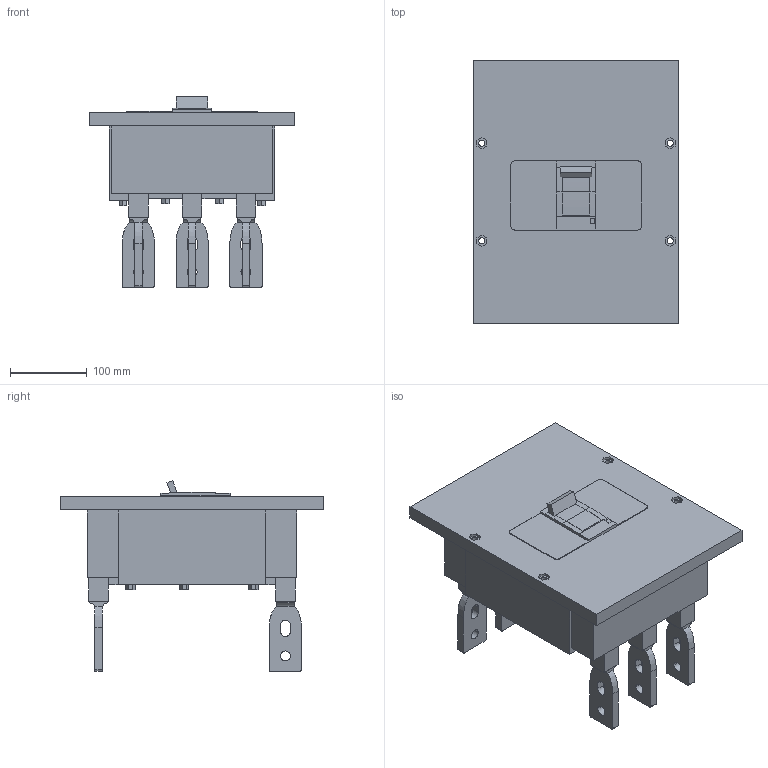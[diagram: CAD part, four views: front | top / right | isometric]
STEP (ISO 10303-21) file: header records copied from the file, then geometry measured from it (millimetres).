
FILE_DESCRIPTION(('CoCreate Modeling STEP Export'),'2;1');
FILE_NAME('Ｓ６３０ＮＦ３Ｐ.stp','2016-03-25T13:53:48',(''),(''),'CoCreate Modeling STEP processor for AP214 (Solid Model)','CoCreate Modeling 17.0 01-Apr-2010 (C) Parametric Technology GmbH','');
FILE_SCHEMA(('AUTOMOTIVE_DESIGN { 1 0 10303 214 1 1 1 1 }'));
Length unit declared in the file: millimetre
Products named in the file (6): P2.5; P2.2; P4.3; P3.2; P1; Ｓ６３０ＮＦ３Ｐ
Assembly tree (23 placements, depth 2):
  Ｓ６３０ＮＦ３Ｐ
    P1
    P3.2  x4
    P4.3  x12
    P2.5  x3
    P2.2  x3
Bounding box: 268 x 343 x 248.18 mm (x, y, z)
Volume: 7487328.3 mm3; surface area: 398016.9 mm2
Topology: 23 solids, 23 shells, 408 faces, 1023 edges, 674 vertices
Faces by surface type: plane 324, cylinder 72, extrusion 12
Entity records: 6268 total; most frequent: CARTESIAN_POINT 1109, ORIENTED_EDGE 962, DIRECTION 855, EDGE_CURVE 481, VECTOR 391, LINE 387, VERTEX_POINT 318, AXIS2_PLACEMENT_3D 232
